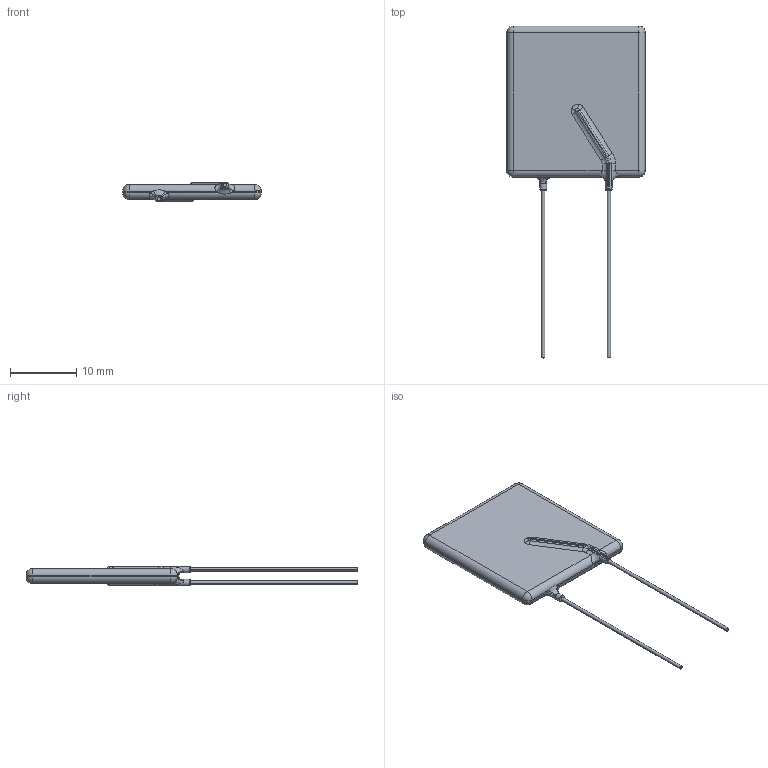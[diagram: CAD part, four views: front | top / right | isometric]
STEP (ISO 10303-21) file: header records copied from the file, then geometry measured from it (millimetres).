
FILE_DESCRIPTION (( 'STEP AP214' ), '1' );
FILE_NAME ('RKEF400.STEP', '2023-09-01T17:17:42', ( '' ), ( '' ), 'SwSTEP 2.0', 'SolidWorks 2021', '' );
FILE_SCHEMA (( 'AUTOMOTIVE_DESIGN' ));
Length unit declared in the file: millimetre
Products named in the file (3): RKEF400--3DModel-STEP-510211.STEP; RKEF400_RKEF400.STEP; RKEF400
Assembly tree (2 placements, depth 3):
  RKEF400
    RKEF400--3DModel-STEP-510211.STEP
      RKEF400_RKEF400.STEP
Bounding box: 21 x 50.3 x 3 mm (x, y, z)
Volume: 1082.7 mm3; surface area: 1224.1 mm2
Topology: 3 solids, 3 shells, 126 faces, 290 edges, 166 vertices
Faces by surface type: cylinder 54, torus 32, plane 16, bspline 14, sphere 10
Entity records: 4478 total; most frequent: CARTESIAN_POINT 1552, DIRECTION 662, ORIENTED_EDGE 568, AXIS2_PLACEMENT_3D 290, EDGE_CURVE 284, CIRCLE 172, VERTEX_POINT 164, EDGE_LOOP 126
